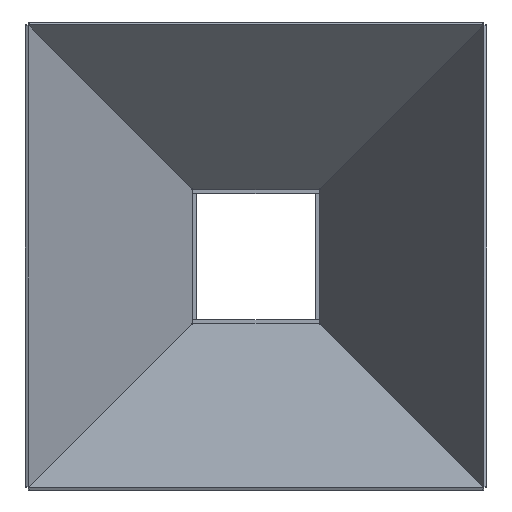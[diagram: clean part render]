
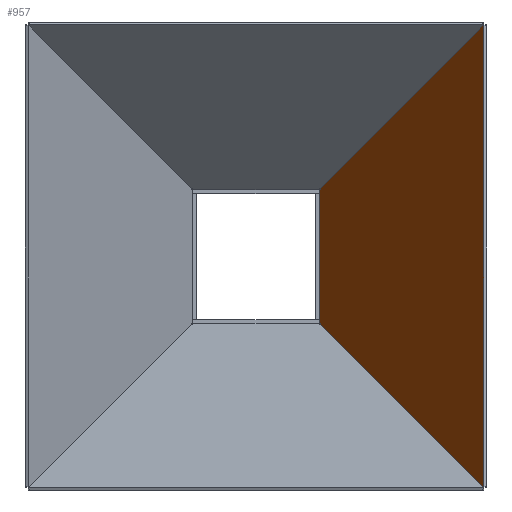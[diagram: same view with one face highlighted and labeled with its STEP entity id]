
A CAD part, top view. The second image highlights one B-rep face of the part: STEP entity #957.
In plain terms, the highlighted free-form (B-spline) face has degree [1, 1] with [2, 2] control points.
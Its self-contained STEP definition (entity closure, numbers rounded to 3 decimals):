
#859 = VERTEX_POINT('',#860);
#860 = CARTESIAN_POINT('',(378.86,524.966,
    1424.513));
#865 = EDGE_CURVE('',#866,#859,#868,.T.);
#866 = VERTEX_POINT('',#867);
#867 = CARTESIAN_POINT('',(378.86,-290.011,
    1424.513));
#868 = B_SPLINE_CURVE_WITH_KNOTS('',1,(#869,#870),.UNSPECIFIED.,.F.,.F.,
  (2,2),(0.,548.01),.PIECEWISE_BEZIER_KNOTS.);
#869 = CARTESIAN_POINT('',(378.86,-290.011,
    1424.513));
#870 = CARTESIAN_POINT('',(378.86,524.966,
    1424.513));
#893 = VERTEX_POINT('',#894);
#894 = CARTESIAN_POINT('',(88.865,234.97,
    877.421));
#899 = EDGE_CURVE('',#859,#893,#900,.T.);
#900 = B_SPLINE_CURVE_WITH_KNOTS('',1,(#901,#902),.UNSPECIFIED.,.F.,.F.,
  (2,2),(0.,459.766),.PIECEWISE_BEZIER_KNOTS.);
#901 = CARTESIAN_POINT('',(378.86,524.966,
    1424.513));
#902 = CARTESIAN_POINT('',(88.865,234.97,
    877.421));
#921 = VERTEX_POINT('',#922);
#922 = CARTESIAN_POINT('',(88.865,0.,
    877.421));
#927 = EDGE_CURVE('',#893,#921,#928,.T.);
#928 = B_SPLINE_CURVE_WITH_KNOTS('',1,(#929,#930),.UNSPECIFIED.,.F.,.F.,
  (2,2),(0.,158.),.PIECEWISE_BEZIER_KNOTS.);
#929 = CARTESIAN_POINT('',(88.865,234.97,
    877.421));
#930 = CARTESIAN_POINT('',(88.865,0.,
    877.421));
#947 = EDGE_CURVE('',#921,#866,#948,.T.);
#948 = B_SPLINE_CURVE_WITH_KNOTS('',1,(#949,#950),.UNSPECIFIED.,.F.,.F.,
  (2,2),(-459.77,0.),.PIECEWISE_BEZIER_KNOTS.);
#949 = CARTESIAN_POINT('',(88.865,0.,
    877.421));
#950 = CARTESIAN_POINT('',(378.86,-290.011,
    1424.513));
#957 = ADVANCED_FACE('',(#958),#964,.T.);
#958 = FACE_BOUND('',#959,.T.);
#959 = EDGE_LOOP('',(#960,#961,#962,#963));
#960 = ORIENTED_EDGE('',*,*,#865,.T.);
#961 = ORIENTED_EDGE('',*,*,#899,.T.);
#962 = ORIENTED_EDGE('',*,*,#927,.T.);
#963 = ORIENTED_EDGE('',*,*,#947,.T.);
#964 = B_SPLINE_SURFACE_WITH_KNOTS('',1,1,(
    (#965,#966)
    ,(#967,#968
    )),.UNSPECIFIED.,.F.,.F.,.F.,(2,2),(2,2),(153.635,570.),(
    -278.01,270.),.PIECEWISE_BEZIER_KNOTS.);
#965 = CARTESIAN_POINT('',(88.865,-290.011,
    877.421));
#966 = CARTESIAN_POINT('',(88.865,524.966,
    877.421));
#967 = CARTESIAN_POINT('',(378.86,-290.011,
    1424.513));
#968 = CARTESIAN_POINT('',(378.86,524.966,
    1424.513));
